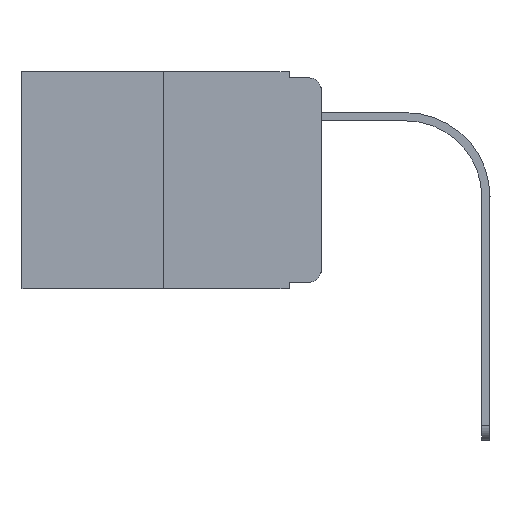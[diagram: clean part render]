
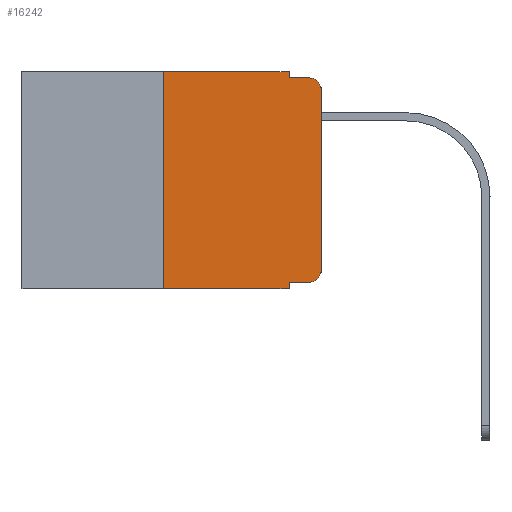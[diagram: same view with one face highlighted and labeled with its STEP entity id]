
A CAD part, left-side view. The second image highlights one B-rep face of the part: STEP entity #16242.
In plain terms, the highlighted planar face has unit normal (-1, 0, 0).
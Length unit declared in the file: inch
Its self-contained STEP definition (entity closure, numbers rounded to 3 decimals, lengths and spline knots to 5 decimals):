
#21 = VECTOR ( 'NONE', #6366, 39.37008 ) ;
#194 = CARTESIAN_POINT ( 'NONE',  ( 0., 0.473, 0. ) ) ;
#632 = LINE ( 'NONE', #17410, #10781 ) ;
#874 = CARTESIAN_POINT ( 'NONE',  ( 0., 0., -0.313 ) ) ;
#1279 = ORIENTED_EDGE ( 'NONE', *, *, #19779, .T. ) ;
#1327 = AXIS2_PLACEMENT_3D ( 'NONE', #15211, #13589, #8941 ) ;
#1351 = DIRECTION ( 'NONE',  ( -1., 0., 0. ) ) ;
#1504 = ORIENTED_EDGE ( 'NONE', *, *, #6538, .T. ) ;
#1637 = ORIENTED_EDGE ( 'NONE', *, *, #16603, .F. ) ;
#1808 = DIRECTION ( 'NONE',  ( 0., 0., -1. ) ) ;
#2399 = EDGE_CURVE ( 'NONE', #12171, #7083, #10258, .T. ) ;
#2882 = LINE ( 'NONE', #10665, #5886 ) ;
#2950 = CIRCLE ( 'NONE', #1327, 0.02 ) ;
#3149 = LINE ( 'NONE', #9309, #16319 ) ;
#3323 = FACE_OUTER_BOUND ( 'NONE', #3644, .T. ) ;
#3333 = CARTESIAN_POINT ( 'NONE',  ( 0., 0., 0. ) ) ;
#3644 = EDGE_LOOP ( 'NONE', ( #14899, #18074, #1637, #11616, #12468, #18197, #1504, #14003, #1279, #19282 ) ) ;
#3682 = DIRECTION ( 'NONE',  ( 0., 0., -1. ) ) ;
#3923 = VERTEX_POINT ( 'NONE', #16649 ) ;
#4112 = EDGE_CURVE ( 'NONE', #7083, #5116, #19237, .T. ) ;
#4789 = VERTEX_POINT ( 'NONE', #6160 ) ;
#4837 = DIRECTION ( 'NONE',  ( 0., 0., 1. ) ) ;
#5116 = VERTEX_POINT ( 'NONE', #16745 ) ;
#5886 = VECTOR ( 'NONE', #17122, 39.37008 ) ;
#6123 = VERTEX_POINT ( 'NONE', #9507 ) ;
#6152 = DIRECTION ( 'NONE',  ( 1., 0., 0. ) ) ;
#6160 = CARTESIAN_POINT ( 'NONE',  ( 0., 0.02, -0.01 ) ) ;
#6366 = DIRECTION ( 'NONE',  ( 0., 0., 1. ) ) ;
#6374 = VERTEX_POINT ( 'NONE', #19972 ) ;
#6443 = AXIS2_PLACEMENT_3D ( 'NONE', #8939, #1351, #15111 ) ;
#6538 = EDGE_CURVE ( 'NONE', #3923, #6374, #18975, .T. ) ;
#6569 = VECTOR ( 'NONE', #6733, 39.37008 ) ;
#6733 = DIRECTION ( 'NONE',  ( 0., -1., 0. ) ) ;
#7009 = VECTOR ( 'NONE', #3682, 39.37008 ) ;
#7083 = VERTEX_POINT ( 'NONE', #16024 ) ;
#8322 = DIRECTION ( 'NONE',  ( 0., -1., 0. ) ) ;
#8939 = CARTESIAN_POINT ( 'NONE',  ( 0., 0.02, -0.313 ) ) ;
#8941 = DIRECTION ( 'NONE',  ( 0., 0., -1. ) ) ;
#9241 = CARTESIAN_POINT ( 'NONE',  ( 0., 0.051, -0.333 ) ) ;
#9309 = CARTESIAN_POINT ( 'NONE',  ( 0., 0.25, 0. ) ) ;
#9466 = AXIS2_PLACEMENT_3D ( 'NONE', #194, #6152, #1808 ) ;
#9507 = CARTESIAN_POINT ( 'NONE',  ( 0., 0.02, -0.333 ) ) ;
#9919 = EDGE_CURVE ( 'NONE', #3923, #12171, #3149, .T. ) ;
#10043 = CARTESIAN_POINT ( 'NONE',  ( 0., 0.051, -0.333 ) ) ;
#10076 = VERTEX_POINT ( 'NONE', #12112 ) ;
#10258 = LINE ( 'NONE', #13485, #18848 ) ;
#10665 = CARTESIAN_POINT ( 'NONE',  ( 0., 0.051, 0. ) ) ;
#10781 = VECTOR ( 'NONE', #8322, 39.37008 ) ;
#11616 = ORIENTED_EDGE ( 'NONE', *, *, #4112, .F. ) ;
#11955 = LINE ( 'NONE', #10043, #17481 ) ;
#12112 = CARTESIAN_POINT ( 'NONE',  ( 0., 0., -0.03 ) ) ;
#12171 = VERTEX_POINT ( 'NONE', #15137 ) ;
#12468 = ORIENTED_EDGE ( 'NONE', *, *, #2399, .F. ) ;
#12519 = EDGE_CURVE ( 'NONE', #6123, #18169, #17740, .T. ) ;
#13485 = CARTESIAN_POINT ( 'NONE',  ( 0., 0.473, 0. ) ) ;
#13589 = DIRECTION ( 'NONE',  ( -1., 0., 0. ) ) ;
#13886 = EDGE_CURVE ( 'NONE', #10076, #4789, #2950, .T. ) ;
#14003 = ORIENTED_EDGE ( 'NONE', *, *, #15126, .F. ) ;
#14044 = LINE ( 'NONE', #3333, #21 ) ;
#14899 = ORIENTED_EDGE ( 'NONE', *, *, #18918, .T. ) ;
#15111 = DIRECTION ( 'NONE',  ( 0., 0., -1. ) ) ;
#15126 = EDGE_CURVE ( 'NONE', #19943, #6374, #2882, .T. ) ;
#15137 = CARTESIAN_POINT ( 'NONE',  ( 0., 0.25, 0. ) ) ;
#15211 = CARTESIAN_POINT ( 'NONE',  ( 0., 0.02, -0.03 ) ) ;
#16024 = CARTESIAN_POINT ( 'NONE',  ( 0., 0.051, 0. ) ) ;
#16242 = ADVANCED_FACE ( 'NONE', ( #3323 ), #17160, .F. ) ;
#16319 = VECTOR ( 'NONE', #4837, 39.37008 ) ;
#16410 = DIRECTION ( 'NONE',  ( 0., -1., 0. ) ) ;
#16603 = EDGE_CURVE ( 'NONE', #5116, #4789, #632, .T. ) ;
#16649 = CARTESIAN_POINT ( 'NONE',  ( 0., 0.25, -0.343 ) ) ;
#16745 = CARTESIAN_POINT ( 'NONE',  ( 0., 0.051, -0.01 ) ) ;
#17122 = DIRECTION ( 'NONE',  ( 0., 0., -1. ) ) ;
#17160 = PLANE ( 'NONE',  #9466 ) ;
#17410 = CARTESIAN_POINT ( 'NONE',  ( 0., 0.051, -0.01 ) ) ;
#17413 = CARTESIAN_POINT ( 'NONE',  ( 0., 0.051, 0. ) ) ;
#17481 = VECTOR ( 'NONE', #16410, 39.37008 ) ;
#17740 = CIRCLE ( 'NONE', #6443, 0.02 ) ;
#18074 = ORIENTED_EDGE ( 'NONE', *, *, #13886, .T. ) ;
#18169 = VERTEX_POINT ( 'NONE', #874 ) ;
#18197 = ORIENTED_EDGE ( 'NONE', *, *, #9919, .F. ) ;
#18848 = VECTOR ( 'NONE', #19442, 39.37008 ) ;
#18918 = EDGE_CURVE ( 'NONE', #18169, #10076, #14044, .T. ) ;
#18975 = LINE ( 'NONE', #19072, #6569 ) ;
#19072 = CARTESIAN_POINT ( 'NONE',  ( 0., 0.473, -0.343 ) ) ;
#19237 = LINE ( 'NONE', #17413, #7009 ) ;
#19282 = ORIENTED_EDGE ( 'NONE', *, *, #12519, .T. ) ;
#19442 = DIRECTION ( 'NONE',  ( 0., -1., 0. ) ) ;
#19779 = EDGE_CURVE ( 'NONE', #19943, #6123, #11955, .T. ) ;
#19943 = VERTEX_POINT ( 'NONE', #9241 ) ;
#19972 = CARTESIAN_POINT ( 'NONE',  ( 0., 0.051, -0.343 ) ) ;
